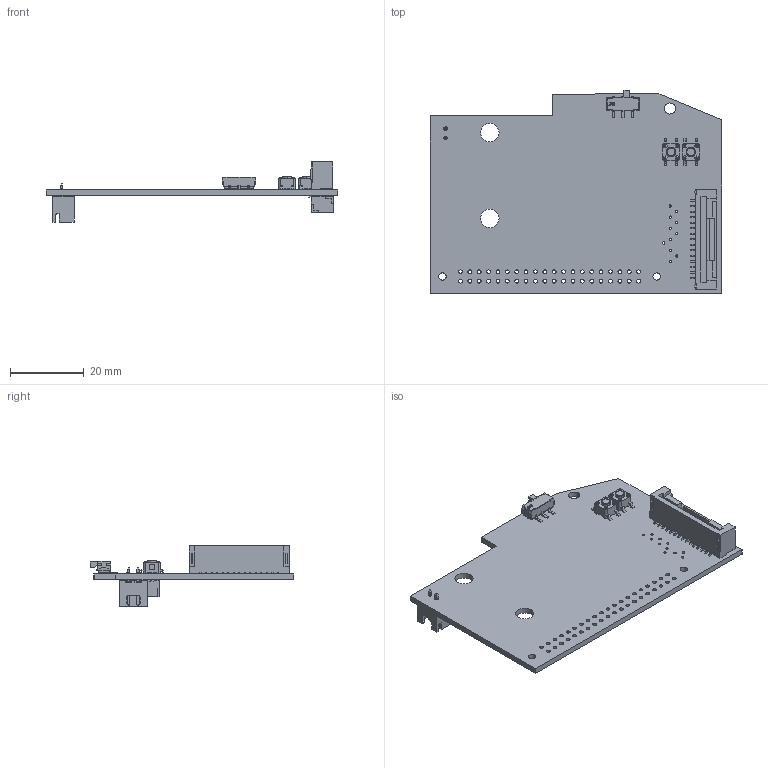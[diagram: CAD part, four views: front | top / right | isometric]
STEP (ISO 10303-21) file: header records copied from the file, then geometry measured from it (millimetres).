
FILE_DESCRIPTION (( 'STEP AP203' ), '1' );
FILE_NAME ('ui_layout-v1.3_copy.STEP', '2023-05-13T20:31:00', ( '' ), ( '' ), 'SwSTEP 2.0', 'SolidWorks 2022', '' );
FILE_SCHEMA (( 'CONFIG_CONTROL_DESIGN' ));
Length unit declared in the file: millimetre
Products named in the file (14): S1.step; B2B-XH-A(LF)(SN)--3DModel-STEP-56544.step; JS102011SAQN--3DModel-Eagle-1.step; ui_layout-v1.3_copy; BM15B-ZESS-TBT.step; Board.step; Open CASCADE STEP translator 7.5 1.1.1.step; S4.step; TL3305AF260QG--3DModel-STEP-1.step; J3.step; J6.step; S2.step; SM07B-NSHSS-TB.step; J2.step
Assembly tree (14 placements, depth 3):
  ui_layout-v1.3_copy
    Board.step
      Open CASCADE STEP translator 7.5 1.1.1.step
    S4.step
      JS102011SAQN--3DModel-Eagle-1.step
    J6.step
      B2B-XH-A(LF)(SN)--3DModel-STEP-56544.step
    S2.step
      TL3305AF260QG--3DModel-STEP-1.step
    S1.step
      TL3305AF260QG--3DModel-STEP-1.step
    J2.step
      BM15B-ZESS-TBT.step
    J3.step
      SM07B-NSHSS-TB.step
Bounding box: 79 x 55.11 x 16.3 mm (x, y, z)
Volume: 7525.2 mm3; surface area: 11187.1 mm2
Topology: 9 solids, 17 shells, 1222 faces, 3308 edges, 2156 vertices
Faces by surface type: plane 844, cylinder 297, bspline 63, cone 10, sphere 4, torus 4
Entity records: 34573 total; most frequent: CARTESIAN_POINT 6968, ORIENTED_EDGE 5548, DIRECTION 5163, EDGE_CURVE 2774, VECTOR 2145, LINE 2145, VERTEX_POINT 1808, AXIS2_PLACEMENT_3D 1509
